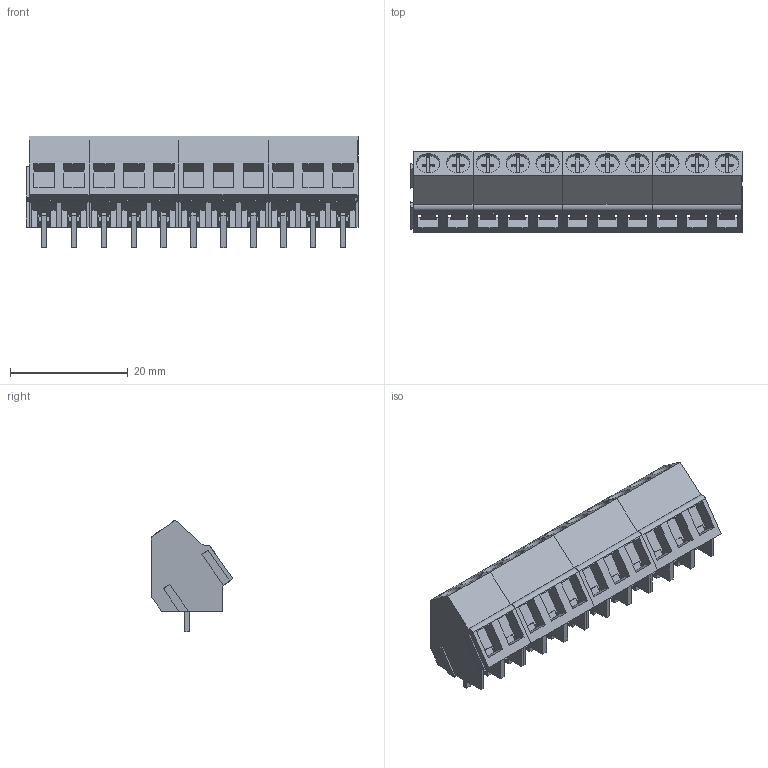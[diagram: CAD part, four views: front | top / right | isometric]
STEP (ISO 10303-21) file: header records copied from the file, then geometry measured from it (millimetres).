
FILE_DESCRIPTION(('CATIA V5 STEP Exchange','CAx-IF Rec.Pracs.--- Model Styling and Organization---1.2---2011-12-15'),'2;1');
FILE_NAME ('D1465160_0_9994620000_9994620000.stp','2018-03-31T06:24:18+00:00',('none'),('Weidmueller'),'CATIA Version 5-6 Release 2014','CATIA V5 STEP AP214','none');
FILE_SCHEMA(('AUTOMOTIVE_DESIGN { 1 0 10303 214 1 1 1 1 }'));
Length unit declared in the file: millimetre
Products named in the file (1): 9994620000
Bounding box: 56.43 x 13.9 x 19 mm (x, y, z)
Volume: 6475.3 mm3; surface area: 7420.5 mm2
Topology: 26 solids, 26 shells, 900 faces, 2511 edges, 1674 vertices
Faces by surface type: plane 830, cylinder 70
Entity records: 27733 total; most frequent: ORIENTED_EDGE 5022, CARTESIAN_POINT 4852, DIRECTION 3825, EDGE_CURVE 2511, VECTOR 2327, LINE 2327, VERTEX_POINT 1674, EDGE_LOOP 933
